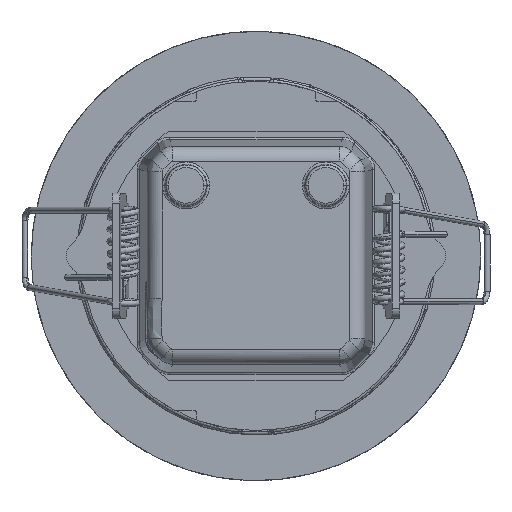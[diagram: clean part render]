
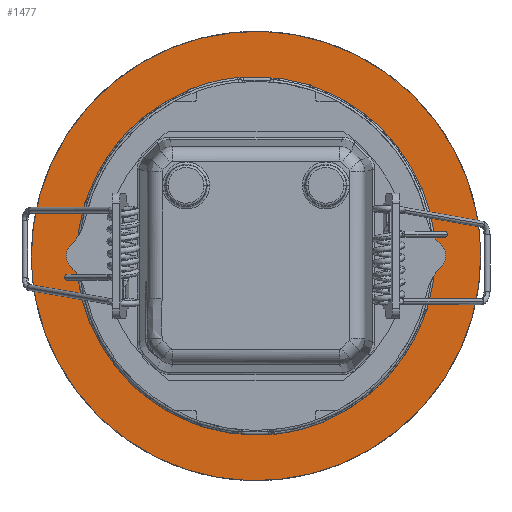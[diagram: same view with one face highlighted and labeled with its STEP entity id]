
A CAD part, top view. The second image highlights one B-rep face of the part: STEP entity #1477.
In plain terms, the highlighted planar face has unit normal (0, 0, 1).
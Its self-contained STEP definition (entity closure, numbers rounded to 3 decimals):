
#52=FACE_BOUND('',#4498,.T.);
#53=FACE_BOUND('',#4499,.T.);
#54=FACE_BOUND('',#4500,.T.);
#1477=ADVANCED_FACE('',(#2977,#52,#53,#54),#21059,.T.);
#2977=FACE_OUTER_BOUND('',#4497,.T.);
#4497=EDGE_LOOP('',(#11248,#11249));
#4498=EDGE_LOOP('',(#11250,#11251));
#4499=EDGE_LOOP('',(#11252,#11253));
#4500=EDGE_LOOP('',(#11254,#11255));
#11248=ORIENTED_EDGE('',*,*,#15025,.F.);
#11249=ORIENTED_EDGE('',*,*,#15009,.F.);
#11250=ORIENTED_EDGE('',*,*,#15005,.T.);
#11251=ORIENTED_EDGE('',*,*,#15018,.T.);
#11252=ORIENTED_EDGE('',*,*,#15006,.T.);
#11253=ORIENTED_EDGE('',*,*,#15020,.T.);
#11254=ORIENTED_EDGE('',*,*,#15007,.T.);
#11255=ORIENTED_EDGE('',*,*,#15022,.T.);
#15005=EDGE_CURVE('',#20686,#20694,#18606,.T.);
#15006=EDGE_CURVE('',#20687,#20695,#18607,.T.);
#15007=EDGE_CURVE('',#20689,#20697,#18608,.T.);
#15009=EDGE_CURVE('',#20688,#20698,#18610,.T.);
#15018=EDGE_CURVE('',#20694,#20686,#18615,.T.);
#15020=EDGE_CURVE('',#20695,#20687,#18616,.T.);
#15022=EDGE_CURVE('',#20697,#20689,#18617,.T.);
#15025=EDGE_CURVE('',#20698,#20688,#18619,.T.);
#18606=(
BOUNDED_CURVE()
B_SPLINE_CURVE(2,(#71646,#71647,#71648,#71649,#71650),.UNSPECIFIED.,.F.,
 .F.)
B_SPLINE_CURVE_WITH_KNOTS((3,2,3),(-14.137,-10.603,
-7.069),.UNSPECIFIED.)
CURVE()
GEOMETRIC_REPRESENTATION_ITEM()
RATIONAL_B_SPLINE_CURVE((1.,0.707,1.,0.707,1.))
REPRESENTATION_ITEM('')
);
#18607=(
BOUNDED_CURVE()
B_SPLINE_CURVE(2,(#71651,#71652,#71653,#71654,#71655),.UNSPECIFIED.,.F.,
 .F.)
B_SPLINE_CURVE_WITH_KNOTS((3,2,3),(-14.137,-10.603,
-7.069),.UNSPECIFIED.)
CURVE()
GEOMETRIC_REPRESENTATION_ITEM()
RATIONAL_B_SPLINE_CURVE((1.,0.707,1.,0.707,1.))
REPRESENTATION_ITEM('')
);
#18608=(
BOUNDED_CURVE()
B_SPLINE_CURVE(2,(#71656,#71657,#71658,#71659,#71660),.UNSPECIFIED.,.F.,
 .F.)
B_SPLINE_CURVE_WITH_KNOTS((3,2,3),(-169.646,-127.235,
-84.823),.UNSPECIFIED.)
CURVE()
GEOMETRIC_REPRESENTATION_ITEM()
RATIONAL_B_SPLINE_CURVE((1.,0.707,1.,0.707,1.))
REPRESENTATION_ITEM('')
);
#18610=(
BOUNDED_CURVE()
B_SPLINE_CURVE(2,(#71666,#71667,#71668,#71669,#71670),.UNSPECIFIED.,.F.,
 .F.)
B_SPLINE_CURVE_WITH_KNOTS((3,2,3),(-282.743,-212.058,
-141.372),.UNSPECIFIED.)
CURVE()
GEOMETRIC_REPRESENTATION_ITEM()
RATIONAL_B_SPLINE_CURVE((1.,0.707,1.,0.707,1.))
REPRESENTATION_ITEM('')
);
#18615=(
BOUNDED_CURVE()
B_SPLINE_CURVE(2,(#71699,#71700,#71701,#71702,#71703),.UNSPECIFIED.,.F.,
 .F.)
B_SPLINE_CURVE_WITH_KNOTS((3,2,3),(-7.069,-3.534,
0.),.UNSPECIFIED.)
CURVE()
GEOMETRIC_REPRESENTATION_ITEM()
RATIONAL_B_SPLINE_CURVE((1.,0.707,1.,0.707,1.))
REPRESENTATION_ITEM('')
);
#18616=(
BOUNDED_CURVE()
B_SPLINE_CURVE(2,(#71706,#71707,#71708,#71709,#71710),.UNSPECIFIED.,.F.,
 .F.)
B_SPLINE_CURVE_WITH_KNOTS((3,2,3),(-7.069,-3.534,
0.),.UNSPECIFIED.)
CURVE()
GEOMETRIC_REPRESENTATION_ITEM()
RATIONAL_B_SPLINE_CURVE((1.,0.707,1.,0.707,1.))
REPRESENTATION_ITEM('')
);
#18617=(
BOUNDED_CURVE()
B_SPLINE_CURVE(2,(#71713,#71714,#71715,#71716,#71717),.UNSPECIFIED.,.F.,
 .F.)
B_SPLINE_CURVE_WITH_KNOTS((3,2,3),(-84.823,-42.412,
0.),.UNSPECIFIED.)
CURVE()
GEOMETRIC_REPRESENTATION_ITEM()
RATIONAL_B_SPLINE_CURVE((1.,0.707,1.,0.707,1.))
REPRESENTATION_ITEM('')
);
#18619=(
BOUNDED_CURVE()
B_SPLINE_CURVE(2,(#71725,#71726,#71727,#71728,#71729),.UNSPECIFIED.,.F.,
 .F.)
B_SPLINE_CURVE_WITH_KNOTS((3,2,3),(-141.372,-70.686,
0.),.UNSPECIFIED.)
CURVE()
GEOMETRIC_REPRESENTATION_ITEM()
RATIONAL_B_SPLINE_CURVE((1.,0.707,1.,0.707,1.))
REPRESENTATION_ITEM('')
);
#20686=VERTEX_POINT('',#71579);
#20687=VERTEX_POINT('',#71580);
#20688=VERTEX_POINT('',#71581);
#20689=VERTEX_POINT('',#71582);
#20694=VERTEX_POINT('',#71587);
#20695=VERTEX_POINT('',#71588);
#20697=VERTEX_POINT('',#71590);
#20698=VERTEX_POINT('',#71591);
#21059=PLANE('',#22644);
#22644=AXIS2_PLACEMENT_3D('',#71479,#22896,$);
#22896=DIRECTION('',(0.,0.,1.));
#71479=CARTESIAN_POINT('',(54.61,57.322,-64.154));
#71579=CARTESIAN_POINT('',(-37.25,2.712,-64.154));
#71580=CARTESIAN_POINT('',(32.75,2.712,-64.154));
#71581=CARTESIAN_POINT('',(-45.,2.712,-64.154));
#71582=CARTESIAN_POINT('',(-27.,2.712,-64.154));
#71587=CARTESIAN_POINT('',(-32.75,2.712,-64.154));
#71588=CARTESIAN_POINT('',(37.25,2.712,-64.154));
#71590=CARTESIAN_POINT('',(27.,2.712,-64.154));
#71591=CARTESIAN_POINT('',(45.,2.712,-64.154));
#71646=CARTESIAN_POINT('',(-37.25,2.712,-64.154));
#71647=CARTESIAN_POINT('',(-37.25,4.962,-64.154));
#71648=CARTESIAN_POINT('',(-35.,4.962,-64.154));
#71649=CARTESIAN_POINT('',(-32.75,4.962,-64.154));
#71650=CARTESIAN_POINT('',(-32.75,2.712,-64.154));
#71651=CARTESIAN_POINT('',(32.75,2.712,-64.154));
#71652=CARTESIAN_POINT('',(32.75,4.962,-64.154));
#71653=CARTESIAN_POINT('',(35.,4.962,-64.154));
#71654=CARTESIAN_POINT('',(37.25,4.962,-64.154));
#71655=CARTESIAN_POINT('',(37.25,2.712,-64.154));
#71656=CARTESIAN_POINT('',(-27.,2.712,-64.154));
#71657=CARTESIAN_POINT('',(-27.,29.712,-64.154));
#71658=CARTESIAN_POINT('',(0.,29.712,-64.154));
#71659=CARTESIAN_POINT('',(27.,29.712,-64.154));
#71660=CARTESIAN_POINT('',(27.,2.712,-64.154));
#71666=CARTESIAN_POINT('',(-45.,2.712,-64.154));
#71667=CARTESIAN_POINT('',(-45.,47.712,-64.154));
#71668=CARTESIAN_POINT('',(0.,47.712,-64.154));
#71669=CARTESIAN_POINT('',(45.,47.712,-64.154));
#71670=CARTESIAN_POINT('',(45.,2.712,-64.154));
#71699=CARTESIAN_POINT('',(-32.75,2.712,-64.154));
#71700=CARTESIAN_POINT('',(-32.75,0.462,-64.154));
#71701=CARTESIAN_POINT('',(-35.,0.462,-64.154));
#71702=CARTESIAN_POINT('',(-37.25,0.462,-64.154));
#71703=CARTESIAN_POINT('',(-37.25,2.712,-64.154));
#71706=CARTESIAN_POINT('',(37.25,2.712,-64.154));
#71707=CARTESIAN_POINT('',(37.25,0.462,-64.154));
#71708=CARTESIAN_POINT('',(35.,0.462,-64.154));
#71709=CARTESIAN_POINT('',(32.75,0.462,-64.154));
#71710=CARTESIAN_POINT('',(32.75,2.712,-64.154));
#71713=CARTESIAN_POINT('',(27.,2.712,-64.154));
#71714=CARTESIAN_POINT('',(27.,-24.288,-64.154));
#71715=CARTESIAN_POINT('',(0.,-24.288,-64.154));
#71716=CARTESIAN_POINT('',(-27.,-24.288,-64.154));
#71717=CARTESIAN_POINT('',(-27.,2.712,-64.154));
#71725=CARTESIAN_POINT('',(45.,2.712,-64.154));
#71726=CARTESIAN_POINT('',(45.,-42.288,-64.154));
#71727=CARTESIAN_POINT('',(0.,-42.288,-64.154));
#71728=CARTESIAN_POINT('',(-45.,-42.288,-64.154));
#71729=CARTESIAN_POINT('',(-45.,2.712,-64.154));
